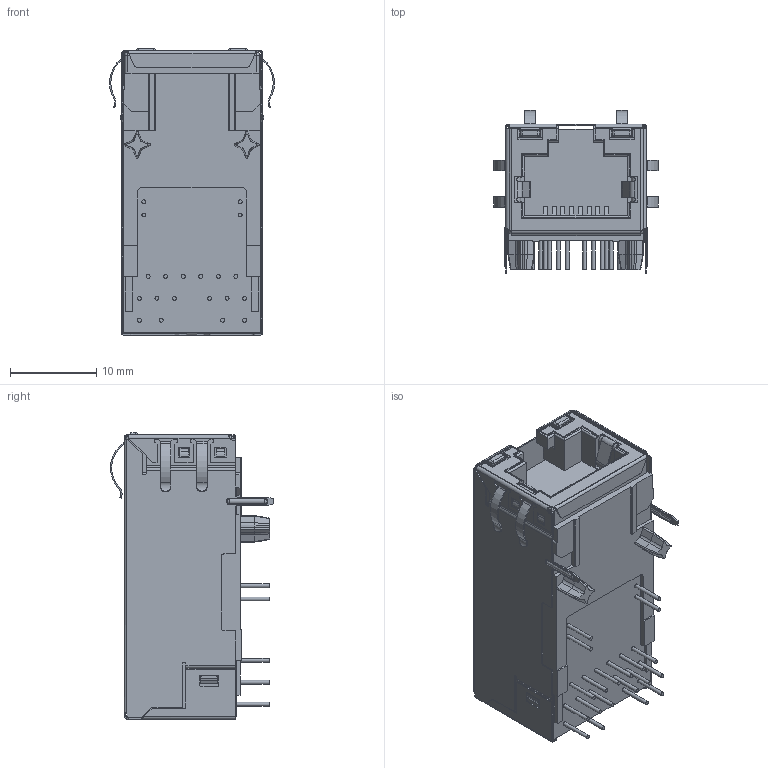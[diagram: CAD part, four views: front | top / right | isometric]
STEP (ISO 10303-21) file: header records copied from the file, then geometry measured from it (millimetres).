
FILE_DESCRIPTION(/* description */ ('STEP AP214'),/* implementation_level */ '2;1');
FILE_NAME(/* name */ '2250506-1',/* time_stamp */ '2024-12-28T22:52:36+01:00',/* author */ ('License CC BY-ND 4.0'),/* organization */ ('CADENAS'),/* preprocessor_version */ 'ST-DEVELOPER v19.3',/* originating_system */ 'PARTsolutions',/* authorisation */ ' ');
FILE_SCHEMA (('AUTOMOTIVE_DESIGN {1 0 10303 214 3 1 1}'));
Length unit declared in the file: millimetre
Products named in the file (5): 2250506-1; 2250506-1_PART1; 2250506-1_PART2; 2250506-1_PART3; 2250506-1_PART4
Assembly tree (4 placements, depth 2):
  2250506-1
    2250506-1_PART1
    2250506-1_PART2
    2250506-1_PART3
    2250506-1_PART4
Bounding box: 19.11 x 18.88 x 33.17 mm (x, y, z)
Volume: 6277.8 mm3; surface area: 6183.1 mm2
Topology: 4 solids, 4 shells, 995 faces, 2713 edges, 1725 vertices
Faces by surface type: plane 564, cylinder 357, bspline 50, sphere 14, torus 10
Full cylindrical faces by diameter (mm): 0.45 x20
Entity records: 32302 total; most frequent: CARTESIAN_POINT 7184, ORIENTED_EDGE 5306, DIRECTION 5081, EDGE_CURVE 2653, LINE 1867, VECTOR 1867, VERTEX_POINT 1698, AXIS2_PLACEMENT_3D 1607
